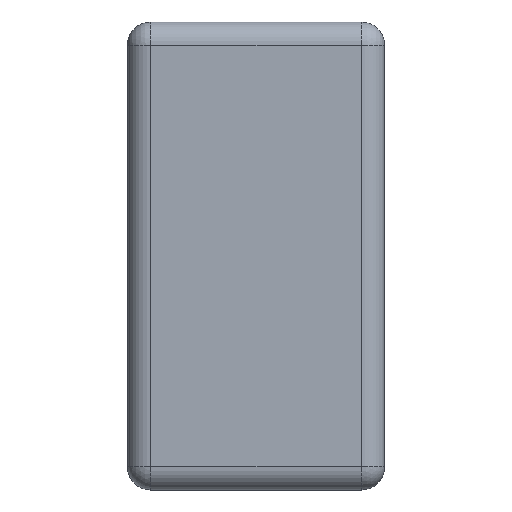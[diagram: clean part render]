
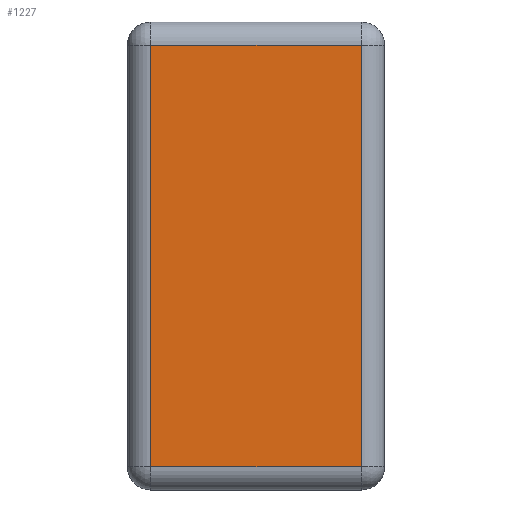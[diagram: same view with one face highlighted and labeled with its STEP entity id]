
A CAD part, left-side view. The second image highlights one B-rep face of the part: STEP entity #1227.
In plain terms, the highlighted planar face has unit normal (-1, 0, 0).
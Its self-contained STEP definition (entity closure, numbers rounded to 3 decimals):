
#50 = EDGE_CURVE ( 'NONE', #1240, #640, #231, .T. ) ;
#68 = ORIENTED_EDGE ( 'NONE', *, *, #300, .T. ) ;
#91 = CARTESIAN_POINT ( 'NONE',  ( -1.6, 0.08, -0.8 ) ) ;
#100 = AXIS2_PLACEMENT_3D ( 'NONE', #758, #1150, #562 ) ;
#118 = VECTOR ( 'NONE', #125, 1000. ) ;
#125 = DIRECTION ( 'NONE',  ( 0., 1., 0. ) ) ;
#158 = ORIENTED_EDGE ( 'NONE', *, *, #221, .T. ) ;
#162 = VECTOR ( 'NONE', #1060, 1000. ) ;
#221 = EDGE_CURVE ( 'NONE', #640, #1191, #647, .T. ) ;
#231 = LINE ( 'NONE', #1012, #118 ) ;
#254 = VERTEX_POINT ( 'NONE', #1265 ) ;
#300 = EDGE_CURVE ( 'NONE', #1191, #254, #490, .T. ) ;
#301 = CARTESIAN_POINT ( 'NONE',  ( -1.6, 0.88, -0.72 ) ) ;
#356 = FACE_OUTER_BOUND ( 'NONE', #909, .T. ) ;
#357 = EDGE_CURVE ( 'NONE', #254, #1240, #1098, .T. ) ;
#404 = VECTOR ( 'NONE', #1279, 1000. ) ;
#473 = ORIENTED_EDGE ( 'NONE', *, *, #50, .T. ) ;
#489 = VECTOR ( 'NONE', #500, 1000. ) ;
#490 = LINE ( 'NONE', #301, #404 ) ;
#500 = DIRECTION ( 'NONE',  ( 0., 0., 1. ) ) ;
#562 = DIRECTION ( 'NONE',  ( 0., 0., -1. ) ) ;
#568 = CARTESIAN_POINT ( 'NONE',  ( -1.6, 0.8, -0.72 ) ) ;
#640 = VERTEX_POINT ( 'NONE', #1258 ) ;
#647 = LINE ( 'NONE', #770, #162 ) ;
#669 = PLANE ( 'NONE',  #100 ) ;
#740 = ORIENTED_EDGE ( 'NONE', *, *, #357, .T. ) ;
#758 = CARTESIAN_POINT ( 'NONE',  ( -1.6, 0.88, -0.8 ) ) ;
#770 = CARTESIAN_POINT ( 'NONE',  ( -1.6, 0.8, -0.8 ) ) ;
#909 = EDGE_LOOP ( 'NONE', ( #158, #68, #740, #473 ) ) ;
#952 = CARTESIAN_POINT ( 'NONE',  ( -1.6, 0.08, 0.72 ) ) ;
#1012 = CARTESIAN_POINT ( 'NONE',  ( -1.6, 0.88, 0.72 ) ) ;
#1060 = DIRECTION ( 'NONE',  ( 0., 0., -1. ) ) ;
#1098 = LINE ( 'NONE', #91, #489 ) ;
#1150 = DIRECTION ( 'NONE',  ( 1., 0., 0. ) ) ;
#1191 = VERTEX_POINT ( 'NONE', #568 ) ;
#1227 = ADVANCED_FACE ( 'NONE', ( #356 ), #669, .F. ) ;
#1240 = VERTEX_POINT ( 'NONE', #952 ) ;
#1258 = CARTESIAN_POINT ( 'NONE',  ( -1.6, 0.8, 0.72 ) ) ;
#1265 = CARTESIAN_POINT ( 'NONE',  ( -1.6, 0.08, -0.72 ) ) ;
#1279 = DIRECTION ( 'NONE',  ( 0., -1., 0. ) ) ;
